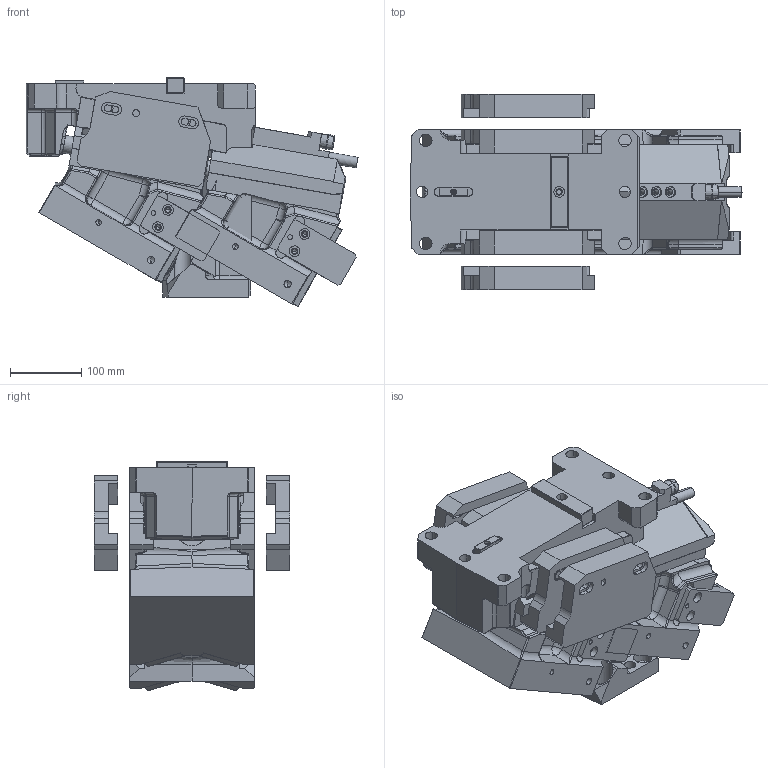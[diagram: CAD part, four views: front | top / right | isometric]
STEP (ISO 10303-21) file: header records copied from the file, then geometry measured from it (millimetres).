
FILE_DESCRIPTION(('CATIA V5 STEP Exchange','CAx-IF Rec.Pracs.--- Model Styling and Organization---1.5--- 2016-08-15','CAx-IF Rec.Pracs.---Supplemental Geometry---1.0---2011-11-01','CAx-IF Rec.Pracs.--- Composite Materials ---3.4---2017-06-13','CAx-IF Rec.Pracs.---Tessellated 3D Geometry---1.0---2015-12-17'),'2;1');
FILE_NAME('KM_27152__ZSB_O-KS_175-60__00.stp','2023-06-15T13:28:34+00:00',('none'),('none'),'CATIA Version 5-6 Release 2020 SP3 HF9','CATIA V5 STEP AP242 v2','none');
FILE_SCHEMA(('AP242_MANAGED_MODEL_BASED_3D_ENGINEERING_MIM_LF {1 0 10303 442 1 1 4}'));
Products named in the file (1): KM_27152__ZSB_O-KS_175-60__00
Bounding box: 466.63 x 275 x 322.28 mm (x, y, z)
Volume: 15659795.1 mm3; surface area: 1225096.3 mm2
Topology: 7 solids, 13 shells, 2210 faces, 14704 edges, 12876 vertices
Faces by surface type: plane 972, cylinder 800, cone 168, bspline 146, torus 70, sphere 54
Entity records: 146734 total; most frequent: CARTESIAN_POINT 52026, DIRECTION 16395, VECTOR 11863, LINE 11863, ORIENTED_EDGE 11348, TRIMMED_CURVE 8884, COMPOSITE_CURVE_SEGMENT 8884, EDGE_CURVE 5674
